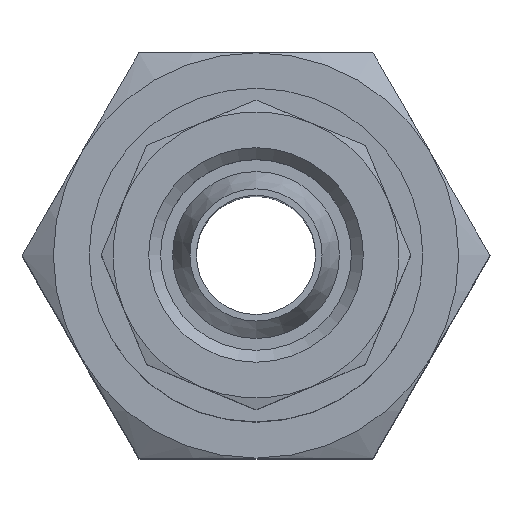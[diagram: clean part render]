
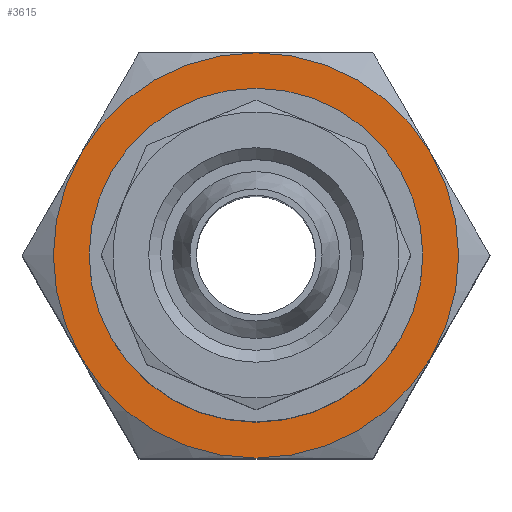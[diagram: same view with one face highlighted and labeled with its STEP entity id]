
A CAD part, top view. The second image highlights one B-rep face of the part: STEP entity #3615.
In plain terms, the highlighted planar face has unit normal (0, 0, 1).
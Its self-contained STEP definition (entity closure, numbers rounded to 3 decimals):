
#1895=ORIENTED_EDGE('',*,*,#2274,.T.);
#1896=ORIENTED_EDGE('',*,*,#2248,.T.);
#1897=ORIENTED_EDGE('',*,*,#2254,.T.);
#1898=ORIENTED_EDGE('',*,*,#2260,.T.);
#1899=ORIENTED_EDGE('',*,*,#2275,.T.);
#1900=ORIENTED_EDGE('',*,*,#2271,.T.);
#1901=ORIENTED_EDGE('',*,*,#2276,.T.);
#2054=CIRCLE('',#3429,8.5);
#2055=CIRCLE('',#3436,8.5);
#2056=CIRCLE('',#3443,8.5);
#2057=CIRCLE('',#3456,8.5);
#2058=CIRCLE('',#3461,8.5);
#2059=CIRCLE('',#3463,8.5);
#2060=CIRCLE('',#3464,6.187);
#2126=VERTEX_POINT('',#3139);
#2129=VERTEX_POINT('',#3148);
#2132=VERTEX_POINT('',#3159);
#2135=VERTEX_POINT('',#3170);
#2139=VERTEX_POINT('',#3184);
#2141=VERTEX_POINT('',#3191);
#2142=VERTEX_POINT('',#3201);
#2248=EDGE_CURVE('',#2126,#2129,#2054,.T.);
#2254=EDGE_CURVE('',#2129,#2132,#2055,.T.);
#2260=EDGE_CURVE('',#2132,#2135,#2056,.T.);
#2271=EDGE_CURVE('',#2139,#2141,#2057,.T.);
#2274=EDGE_CURVE('',#2141,#2126,#2058,.T.);
#2275=EDGE_CURVE('',#2135,#2139,#2059,.T.);
#2276=EDGE_CURVE('',#2142,#2142,#2060,.T.);
#2388=EDGE_LOOP('',(#1895,#1896,#1897,#1898,#1899,#1900));
#2389=EDGE_LOOP('',(#1901));
#2498=FACE_BOUND('',#2388,.T.);
#2499=FACE_BOUND('',#2389,.T.);
#2753=DIRECTION('',(0.,0.,1.));
#2754=DIRECTION('',(0.,8.5,0.));
#2768=DIRECTION('',(0.,0.,1.));
#2769=DIRECTION('',(0.,8.5,0.));
#2783=DIRECTION('',(0.,0.,1.));
#2784=DIRECTION('',(0.,8.5,0.));
#2811=DIRECTION('',(0.,0.,1.));
#2812=DIRECTION('',(0.,8.5,0.));
#2821=DIRECTION('',(0.,0.,1.));
#2822=DIRECTION('',(0.,8.5,0.));
#2823=DIRECTION('',(0.,0.,1.));
#2824=DIRECTION('',(0.,-1.,0.));
#2825=DIRECTION('',(0.,0.,1.));
#2826=DIRECTION('',(0.,8.5,0.));
#2827=DIRECTION('',(0.,0.,-1.));
#2828=DIRECTION('',(0.,6.187,0.));
#3139=CARTESIAN_POINT('',(-7.361,4.25,4.5));
#3148=CARTESIAN_POINT('',(-7.361,-4.25,4.5));
#3150=CARTESIAN_POINT('',(0.,0.,4.5));
#3159=CARTESIAN_POINT('',(0.,-8.5,4.5));
#3161=CARTESIAN_POINT('',(0.,0.,4.5));
#3170=CARTESIAN_POINT('',(7.361,-4.25,4.5));
#3172=CARTESIAN_POINT('',(0.,0.,4.5));
#3184=CARTESIAN_POINT('',(7.361,4.25,4.5));
#3191=CARTESIAN_POINT('',(0.,8.5,4.5));
#3193=CARTESIAN_POINT('',(0.,0.,4.5));
#3198=CARTESIAN_POINT('',(0.,0.,4.5));
#3199=CARTESIAN_POINT('',(-7.361,-4.25,4.5));
#3200=CARTESIAN_POINT('',(0.,0.,4.5));
#3201=CARTESIAN_POINT('',(0.,6.187,4.5));
#3202=CARTESIAN_POINT('',(0.,0.,4.5));
#3429=AXIS2_PLACEMENT_3D('',#3150,#2753,#2754);
#3436=AXIS2_PLACEMENT_3D('',#3161,#2768,#2769);
#3443=AXIS2_PLACEMENT_3D('',#3172,#2783,#2784);
#3456=AXIS2_PLACEMENT_3D('',#3193,#2811,#2812);
#3461=AXIS2_PLACEMENT_3D('',#3198,#2821,#2822);
#3462=AXIS2_PLACEMENT_3D('',#3199,#2823,#2824);
#3463=AXIS2_PLACEMENT_3D('',#3200,#2825,#2826);
#3464=AXIS2_PLACEMENT_3D('',#3202,#2827,#2828);
#3558=PLANE('',#3462);
#3615=ADVANCED_FACE('',(#2498,#2499),#3558,.T.);
